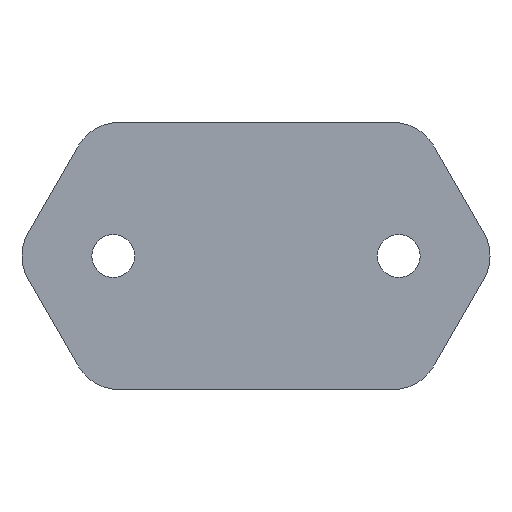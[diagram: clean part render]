
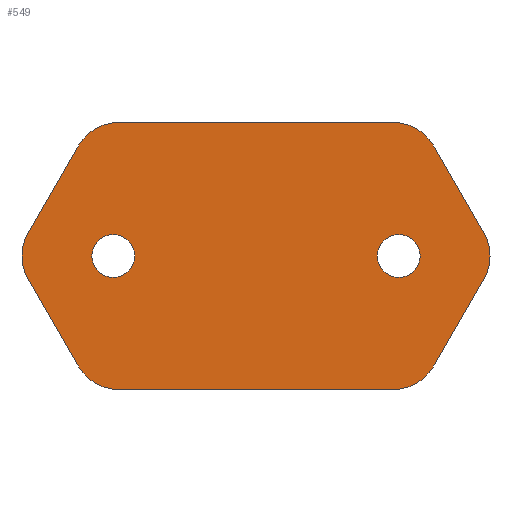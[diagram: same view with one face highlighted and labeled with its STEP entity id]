
A CAD part, front view. The second image highlights one B-rep face of the part: STEP entity #549.
In plain terms, the highlighted planar face has unit normal (0, -1, 0).
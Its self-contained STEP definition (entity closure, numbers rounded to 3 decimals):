
#2 = FACE_BOUND ( 'NONE', #340, .T. ) ;
#10 = DIRECTION ( 'NONE',  ( 0.5, 0., -0.866 ) ) ;
#11 = VERTEX_POINT ( 'NONE', #820 ) ;
#14 = VERTEX_POINT ( 'NONE', #441 ) ;
#27 = AXIS2_PLACEMENT_3D ( 'NONE', #668, #284, #83 ) ;
#29 = DIRECTION ( 'NONE',  ( 0., 0., 1. ) ) ;
#39 = CARTESIAN_POINT ( 'NONE',  ( 79.585, 0., 0. ) ) ;
#40 = VERTEX_POINT ( 'NONE', #183 ) ;
#41 = AXIS2_PLACEMENT_3D ( 'NONE', #266, #778, #198 ) ;
#43 = VECTOR ( 'NONE', #666, 1000. ) ;
#58 = LINE ( 'NONE', #639, #455 ) ;
#67 = AXIS2_PLACEMENT_3D ( 'NONE', #735, #89, #101 ) ;
#69 = AXIS2_PLACEMENT_3D ( 'NONE', #39, #506, #819 ) ;
#72 = ORIENTED_EDGE ( 'NONE', *, *, #338, .T. ) ;
#74 = EDGE_LOOP ( 'NONE', ( #282, #206, #320, #667, #255, #519, #215, #127, #806, #418, #671, #107 ) ) ;
#78 = CARTESIAN_POINT ( 'NONE',  ( 78.692, 0., -11.547 ) ) ;
#83 = DIRECTION ( 'NONE',  ( 0., 0., 1. ) ) ;
#89 = DIRECTION ( 'NONE',  ( 0., -1., 0. ) ) ;
#91 = DIRECTION ( 'NONE',  ( 0., 1., 0. ) ) ;
#92 = VERTEX_POINT ( 'NONE', #377 ) ;
#101 = DIRECTION ( 'NONE',  ( 0., 0., 1. ) ) ;
#102 = VERTEX_POINT ( 'NONE', #143 ) ;
#107 = ORIENTED_EDGE ( 'NONE', *, *, #295, .T. ) ;
#118 = CARTESIAN_POINT ( 'NONE',  ( 40.415, 0., 0. ) ) ;
#122 = EDGE_CURVE ( 'NONE', #610, #322, #814, .T. ) ;
#127 = ORIENTED_EDGE ( 'NONE', *, *, #426, .T. ) ;
#129 = EDGE_CURVE ( 'NONE', #776, #465, #337, .T. ) ;
#135 = DIRECTION ( 'NONE',  ( 0., 0., 1. ) ) ;
#140 = FACE_OUTER_BOUND ( 'NONE', #74, .T. ) ;
#143 = CARTESIAN_POINT ( 'NONE',  ( 83.916, 0., 2.5 ) ) ;
#161 = EDGE_CURVE ( 'NONE', #724, #581, #649, .T. ) ;
#171 = CIRCLE ( 'NONE', #746, 2.25 ) ;
#172 = AXIS2_PLACEMENT_3D ( 'NONE', #219, #531, #670 ) ;
#183 = CARTESIAN_POINT ( 'NONE',  ( 36.084, 0., 2.5 ) ) ;
#185 = CARTESIAN_POINT ( 'NONE',  ( 74.362, 0., 14.047 ) ) ;
#188 = DIRECTION ( 'NONE',  ( 0., -1., 0. ) ) ;
#191 = AXIS2_PLACEMENT_3D ( 'NONE', #118, #188, #629 ) ;
#194 = DIRECTION ( 'NONE',  ( 0.5, 0., 0.866 ) ) ;
#198 = DIRECTION ( 'NONE',  ( 0., 0., 1. ) ) ;
#205 = PLANE ( 'NONE',  #579 ) ;
#206 = ORIENTED_EDGE ( 'NONE', *, *, #122, .T. ) ;
#210 = CARTESIAN_POINT ( 'NONE',  ( 45.638, 0., 14.047 ) ) ;
#215 = ORIENTED_EDGE ( 'NONE', *, *, #161, .T. ) ;
#218 = VERTEX_POINT ( 'NONE', #658 ) ;
#219 = CARTESIAN_POINT ( 'NONE',  ( 45.638, 0., -9.047 ) ) ;
#223 = AXIS2_PLACEMENT_3D ( 'NONE', #330, #264, #518 ) ;
#226 = CARTESIAN_POINT ( 'NONE',  ( 45.638, 0., -14.047 ) ) ;
#251 = CARTESIAN_POINT ( 'NONE',  ( 74.362, 0., -9.047 ) ) ;
#255 = ORIENTED_EDGE ( 'NONE', *, *, #635, .F. ) ;
#260 = LINE ( 'NONE', #514, #406 ) ;
#264 = DIRECTION ( 'NONE',  ( 0., 1., 0. ) ) ;
#266 = CARTESIAN_POINT ( 'NONE',  ( 45.638, 0., 9.047 ) ) ;
#269 = CARTESIAN_POINT ( 'NONE',  ( 45., 0., 0. ) ) ;
#282 = ORIENTED_EDGE ( 'NONE', *, *, #705, .F. ) ;
#284 = DIRECTION ( 'NONE',  ( 0., 1., 0. ) ) ;
#295 = EDGE_CURVE ( 'NONE', #722, #417, #433, .T. ) ;
#304 = DIRECTION ( 'NONE',  ( 0., -1., 0. ) ) ;
#313 = AXIS2_PLACEMENT_3D ( 'NONE', #413, #91, #29 ) ;
#320 = ORIENTED_EDGE ( 'NONE', *, *, #748, .T. ) ;
#322 = VERTEX_POINT ( 'NONE', #360 ) ;
#330 = CARTESIAN_POINT ( 'NONE',  ( 45., 0., 0. ) ) ;
#337 = LINE ( 'NONE', #700, #644 ) ;
#338 = EDGE_CURVE ( 'NONE', #11, #762, #488, .T. ) ;
#340 = EDGE_LOOP ( 'NONE', ( #361, #72 ) ) ;
#356 = CIRCLE ( 'NONE', #69, 5. ) ;
#360 = CARTESIAN_POINT ( 'NONE',  ( 41.308, 0., 11.547 ) ) ;
#361 = ORIENTED_EDGE ( 'NONE', *, *, #739, .T. ) ;
#369 = CIRCLE ( 'NONE', #313, 2.25 ) ;
#375 = ORIENTED_EDGE ( 'NONE', *, *, #611, .T. ) ;
#377 = CARTESIAN_POINT ( 'NONE',  ( 41.308, 0., -11.547 ) ) ;
#391 = CARTESIAN_POINT ( 'NONE',  ( 0., 0., 0. ) ) ;
#399 = EDGE_CURVE ( 'NONE', #465, #102, #356, .T. ) ;
#400 = CARTESIAN_POINT ( 'NONE',  ( 78.692, 0., 11.547 ) ) ;
#403 = CARTESIAN_POINT ( 'NONE',  ( 0., 0., 14.047 ) ) ;
#406 = VECTOR ( 'NONE', #10, 1000. ) ;
#413 = CARTESIAN_POINT ( 'NONE',  ( 75., 0., 0. ) ) ;
#415 = EDGE_CURVE ( 'NONE', #40, #218, #697, .T. ) ;
#417 = VERTEX_POINT ( 'NONE', #185 ) ;
#418 = ORIENTED_EDGE ( 'NONE', *, *, #399, .T. ) ;
#425 = ORIENTED_EDGE ( 'NONE', *, *, #587, .T. ) ;
#426 = EDGE_CURVE ( 'NONE', #581, #776, #470, .T. ) ;
#433 = CIRCLE ( 'NONE', #67, 5. ) ;
#441 = CARTESIAN_POINT ( 'NONE',  ( 45., 0., -2.25 ) ) ;
#447 = CARTESIAN_POINT ( 'NONE',  ( 74.362, 0., -14.047 ) ) ;
#452 = FACE_BOUND ( 'NONE', #606, .T. ) ;
#455 = VECTOR ( 'NONE', #522, 1000. ) ;
#463 = DIRECTION ( 'NONE',  ( 1., 0., 0. ) ) ;
#465 = VERTEX_POINT ( 'NONE', #495 ) ;
#470 = CIRCLE ( 'NONE', #709, 5. ) ;
#474 = CARTESIAN_POINT ( 'NONE',  ( 75., 0., 2.25 ) ) ;
#488 = CIRCLE ( 'NONE', #27, 2.25 ) ;
#495 = CARTESIAN_POINT ( 'NONE',  ( 83.916, 0., -2.5 ) ) ;
#506 = DIRECTION ( 'NONE',  ( 0., -1., 0. ) ) ;
#514 = CARTESIAN_POINT ( 'NONE',  ( 64.019, 0., 36.962 ) ) ;
#518 = DIRECTION ( 'NONE',  ( 0., 0., 1. ) ) ;
#519 = ORIENTED_EDGE ( 'NONE', *, *, #791, .T. ) ;
#520 = CARTESIAN_POINT ( 'NONE',  ( 0., 0., -14.047 ) ) ;
#522 = DIRECTION ( 'NONE',  ( -0.5, 0., 0.866 ) ) ;
#531 = DIRECTION ( 'NONE',  ( 0., -1., 0. ) ) ;
#538 = CARTESIAN_POINT ( 'NONE',  ( 25.981, 0., -15. ) ) ;
#549 = ADVANCED_FACE ( 'NONE', ( #452, #2, #140 ), #205, .F. ) ;
#570 = DIRECTION ( 'NONE',  ( 0., 0., 1. ) ) ;
#579 = AXIS2_PLACEMENT_3D ( 'NONE', #391, #641, #135 ) ;
#581 = VERTEX_POINT ( 'NONE', #447 ) ;
#587 = EDGE_CURVE ( 'NONE', #14, #788, #171, .T. ) ;
#596 = DIRECTION ( 'NONE',  ( -0.5, 0., -0.866 ) ) ;
#606 = EDGE_LOOP ( 'NONE', ( #375, #425 ) ) ;
#610 = VERTEX_POINT ( 'NONE', #210 ) ;
#611 = EDGE_CURVE ( 'NONE', #788, #14, #734, .T. ) ;
#612 = LINE ( 'NONE', #538, #774 ) ;
#629 = DIRECTION ( 'NONE',  ( 0., 0., 1. ) ) ;
#635 = EDGE_CURVE ( 'NONE', #92, #218, #58, .T. ) ;
#639 = CARTESIAN_POINT ( 'NONE',  ( 25.981, 0., 15. ) ) ;
#641 = DIRECTION ( 'NONE',  ( 0., 1., 0. ) ) ;
#644 = VECTOR ( 'NONE', #194, 1000. ) ;
#649 = LINE ( 'NONE', #520, #685 ) ;
#658 = CARTESIAN_POINT ( 'NONE',  ( 36.084, 0., -2.5 ) ) ;
#666 = DIRECTION ( 'NONE',  ( 1., 0., 0. ) ) ;
#667 = ORIENTED_EDGE ( 'NONE', *, *, #415, .T. ) ;
#668 = CARTESIAN_POINT ( 'NONE',  ( 75., 0., 0. ) ) ;
#670 = DIRECTION ( 'NONE',  ( 0., 0., 1. ) ) ;
#671 = ORIENTED_EDGE ( 'NONE', *, *, #677, .F. ) ;
#677 = EDGE_CURVE ( 'NONE', #722, #102, #260, .T. ) ;
#685 = VECTOR ( 'NONE', #463, 1000. ) ;
#697 = CIRCLE ( 'NONE', #191, 5. ) ;
#700 = CARTESIAN_POINT ( 'NONE',  ( 64.019, 0., -36.962 ) ) ;
#705 = EDGE_CURVE ( 'NONE', #610, #417, #792, .T. ) ;
#709 = AXIS2_PLACEMENT_3D ( 'NONE', #251, #304, #570 ) ;
#722 = VERTEX_POINT ( 'NONE', #400 ) ;
#724 = VERTEX_POINT ( 'NONE', #226 ) ;
#734 = CIRCLE ( 'NONE', #223, 2.25 ) ;
#735 = CARTESIAN_POINT ( 'NONE',  ( 74.362, 0., 9.047 ) ) ;
#739 = EDGE_CURVE ( 'NONE', #762, #11, #369, .T. ) ;
#746 = AXIS2_PLACEMENT_3D ( 'NONE', #269, #770, #759 ) ;
#748 = EDGE_CURVE ( 'NONE', #322, #40, #612, .T. ) ;
#757 = CIRCLE ( 'NONE', #172, 5. ) ;
#759 = DIRECTION ( 'NONE',  ( 0., 0., 1. ) ) ;
#762 = VERTEX_POINT ( 'NONE', #474 ) ;
#770 = DIRECTION ( 'NONE',  ( 0., 1., 0. ) ) ;
#774 = VECTOR ( 'NONE', #596, 1000. ) ;
#776 = VERTEX_POINT ( 'NONE', #78 ) ;
#778 = DIRECTION ( 'NONE',  ( 0., -1., 0. ) ) ;
#783 = CARTESIAN_POINT ( 'NONE',  ( 45., 0., 2.25 ) ) ;
#788 = VERTEX_POINT ( 'NONE', #783 ) ;
#791 = EDGE_CURVE ( 'NONE', #92, #724, #757, .T. ) ;
#792 = LINE ( 'NONE', #403, #43 ) ;
#806 = ORIENTED_EDGE ( 'NONE', *, *, #129, .T. ) ;
#814 = CIRCLE ( 'NONE', #41, 5. ) ;
#819 = DIRECTION ( 'NONE',  ( 0., 0., 1. ) ) ;
#820 = CARTESIAN_POINT ( 'NONE',  ( 75., 0., -2.25 ) ) ;
